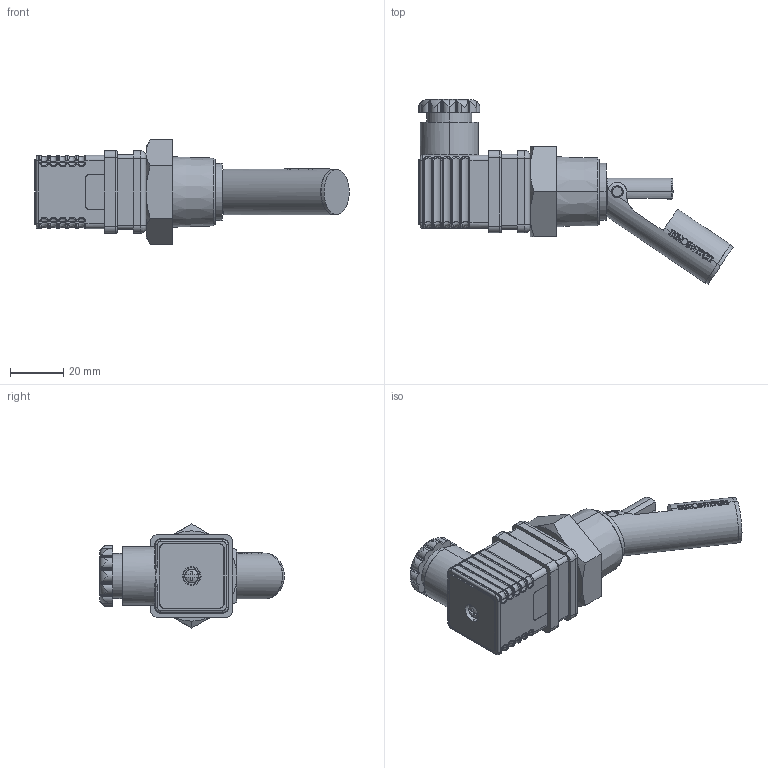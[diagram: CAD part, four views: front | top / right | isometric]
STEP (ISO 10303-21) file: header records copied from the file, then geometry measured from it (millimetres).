
FILE_DESCRIPTION (( 'STEP AP214' ), '1' );
FILE_NAME ('P531AH-100.STEP', '2020-02-03T12:15:59', ( '' ), ( '' ), 'SwSTEP 2.0', 'SolidWorks 2019', '' );
FILE_SCHEMA (( 'AUTOMOTIVE_DESIGN' ));
Length unit declared in the file: millimetre
Products named in the file (1): P531AH-100
Bounding box: 118.51 x 69.7 x 39.26 mm (x, y, z)
Surface area: 18684.2 mm2 (no closed solid volume)
Topology: 0 solids, 12 shells, 567 faces, 1759 edges, 1140 vertices
Faces by surface type: cylinder 209, plane 179, bspline 102, torus 54, sphere 12, cone 11
Entity records: 30726 total; most frequent: CARTESIAN_POINT 9806, ORIENTED_EDGE 3100, DIRECTION 2886, EDGE_CURVE 1755, VERTEX_POINT 1140, AXIS2_PLACEMENT_3D 1074, LINE 738, VECTOR 738
